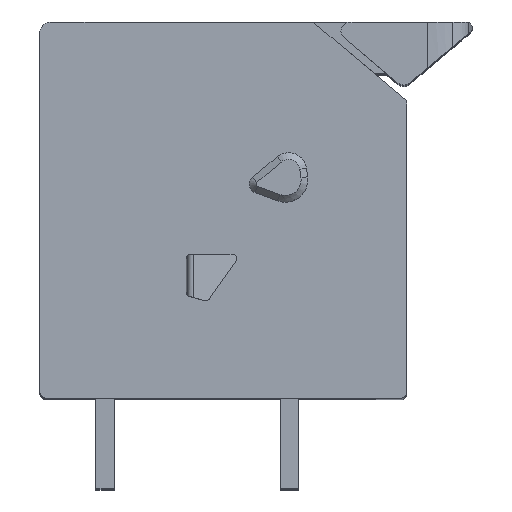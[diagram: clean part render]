
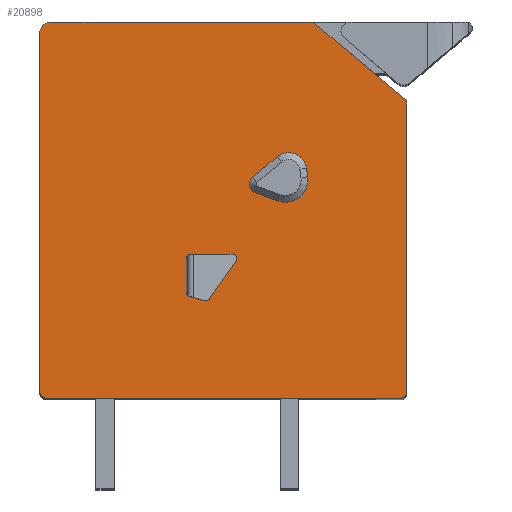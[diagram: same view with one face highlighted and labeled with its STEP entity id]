
A CAD part, top view. The second image highlights one B-rep face of the part: STEP entity #20898.
In plain terms, the highlighted planar face has unit normal (0, 0, 1).
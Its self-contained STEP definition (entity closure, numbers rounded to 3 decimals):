
#271=CIRCLE('',#21953,0.2);
#272=CIRCLE('',#21957,0.2);
#274=CIRCLE('',#21961,0.3);
#275=CIRCLE('',#21962,0.3);
#276=CIRCLE('',#21963,0.3);
#277=CIRCLE('',#21964,0.5);
#278=CIRCLE('',#21965,0.3);
#279=CIRCLE('',#21966,0.2);
#280=CIRCLE('',#21967,0.2);
#281=CIRCLE('',#21968,0.4);
#282=CIRCLE('',#21969,0.8);
#283=CIRCLE('',#21970,1.);
#1273=LINE('',#28679,#2833);
#1444=LINE('',#29224,#3004);
#1448=LINE('',#29236,#3008);
#1452=LINE('',#29248,#3012);
#1454=LINE('',#29254,#3014);
#1455=LINE('',#29260,#3015);
#1456=LINE('',#29264,#3016);
#1457=LINE('',#29268,#3017);
#1458=LINE('',#29271,#3018);
#1459=LINE('',#29279,#3019);
#1460=LINE('',#29283,#3020);
#1461=LINE('',#29287,#3021);
#2833=VECTOR('',#23803,1000.);
#3004=VECTOR('',#24066,1000.);
#3008=VECTOR('',#24078,1000.);
#3012=VECTOR('',#24090,1000.);
#3014=VECTOR('',#24096,1000.);
#3015=VECTOR('',#24101,1000.);
#3016=VECTOR('',#24104,1000.);
#3017=VECTOR('',#24107,1000.);
#3018=VECTOR('',#24110,1000.);
#3019=VECTOR('',#24117,1000.);
#3020=VECTOR('',#24120,1000.);
#3021=VECTOR('',#24123,1000.);
#4888=ORIENTED_EDGE('',*,*,#9458,.T.);
#4889=ORIENTED_EDGE('',*,*,#9459,.T.);
#4890=ORIENTED_EDGE('',*,*,#9211,.T.);
#4891=ORIENTED_EDGE('',*,*,#9460,.T.);
#4892=ORIENTED_EDGE('',*,*,#9461,.T.);
#4893=ORIENTED_EDGE('',*,*,#9462,.T.);
#4894=ORIENTED_EDGE('',*,*,#9463,.T.);
#4895=ORIENTED_EDGE('',*,*,#9464,.T.);
#4896=ORIENTED_EDGE('',*,*,#9465,.T.);
#4897=ORIENTED_EDGE('',*,*,#9466,.T.);
#4898=ORIENTED_EDGE('',*,*,#9467,.F.);
#4899=ORIENTED_EDGE('',*,*,#9468,.F.);
#4900=ORIENTED_EDGE('',*,*,#9455,.F.);
#4901=ORIENTED_EDGE('',*,*,#9452,.F.);
#4902=ORIENTED_EDGE('',*,*,#9449,.F.);
#4903=ORIENTED_EDGE('',*,*,#9446,.F.);
#4904=ORIENTED_EDGE('',*,*,#9443,.F.);
#4905=ORIENTED_EDGE('',*,*,#9469,.F.);
#4906=ORIENTED_EDGE('',*,*,#9470,.F.);
#4907=ORIENTED_EDGE('',*,*,#9471,.F.);
#4908=ORIENTED_EDGE('',*,*,#9472,.F.);
#4909=ORIENTED_EDGE('',*,*,#9473,.F.);
#4910=ORIENTED_EDGE('',*,*,#9474,.F.);
#4911=ORIENTED_EDGE('',*,*,#9475,.F.);
#9211=EDGE_CURVE('',#11471,#11474,#1273,.T.);
#9443=EDGE_CURVE('',#11706,#11707,#1444,.T.);
#9446=EDGE_CURVE('',#11707,#11709,#271,.T.);
#9449=EDGE_CURVE('',#11709,#11711,#1448,.T.);
#9452=EDGE_CURVE('',#11711,#11713,#272,.T.);
#9455=EDGE_CURVE('',#11713,#11715,#1452,.T.);
#9458=EDGE_CURVE('',#11717,#11718,#1454,.T.);
#9459=EDGE_CURVE('',#11718,#11471,#274,.T.);
#9460=EDGE_CURVE('',#11474,#11719,#275,.T.);
#9461=EDGE_CURVE('',#11719,#11720,#1455,.T.);
#9462=EDGE_CURVE('',#11720,#11721,#276,.T.);
#9463=EDGE_CURVE('',#11721,#11722,#1456,.T.);
#9464=EDGE_CURVE('',#11722,#11723,#277,.T.);
#9465=EDGE_CURVE('',#11723,#11724,#1457,.T.);
#9466=EDGE_CURVE('',#11724,#11717,#278,.T.);
#9467=EDGE_CURVE('',#11725,#11726,#1458,.T.);
#9468=EDGE_CURVE('',#11715,#11725,#279,.T.);
#9469=EDGE_CURVE('',#11726,#11706,#280,.T.);
#9470=EDGE_CURVE('',#11727,#11728,#281,.T.);
#9471=EDGE_CURVE('',#11729,#11727,#1459,.T.);
#9472=EDGE_CURVE('',#11730,#11729,#282,.T.);
#9473=EDGE_CURVE('',#11731,#11730,#1460,.T.);
#9474=EDGE_CURVE('',#11732,#11731,#283,.T.);
#9475=EDGE_CURVE('',#11728,#11732,#1461,.T.);
#11471=VERTEX_POINT('',#28673);
#11474=VERTEX_POINT('',#28678);
#11706=VERTEX_POINT('',#29223);
#11707=VERTEX_POINT('',#29225);
#11709=VERTEX_POINT('',#29231);
#11711=VERTEX_POINT('',#29237);
#11713=VERTEX_POINT('',#29243);
#11715=VERTEX_POINT('',#29249);
#11717=VERTEX_POINT('',#29255);
#11718=VERTEX_POINT('',#29256);
#11719=VERTEX_POINT('',#29259);
#11720=VERTEX_POINT('',#29261);
#11721=VERTEX_POINT('',#29263);
#11722=VERTEX_POINT('',#29265);
#11723=VERTEX_POINT('',#29267);
#11724=VERTEX_POINT('',#29269);
#11725=VERTEX_POINT('',#29272);
#11726=VERTEX_POINT('',#29273);
#11727=VERTEX_POINT('',#29277);
#11728=VERTEX_POINT('',#29278);
#11729=VERTEX_POINT('',#29280);
#11730=VERTEX_POINT('',#29282);
#11731=VERTEX_POINT('',#29284);
#11732=VERTEX_POINT('',#29286);
#12718=EDGE_LOOP('',(#4888,#4889,#4890,#4891,#4892,#4893,#4894,#4895,#4896,
#4897));
#12719=EDGE_LOOP('',(#4898,#4899,#4900,#4901,#4902,#4903,#4904,#4905));
#12720=EDGE_LOOP('',(#4906,#4907,#4908,#4909,#4910,#4911));
#13595=FACE_BOUND('',#12718,.T.);
#13596=FACE_BOUND('',#12719,.T.);
#13597=FACE_BOUND('',#12720,.T.);
#14438=PLANE('',#21960);
#20898=ADVANCED_FACE('',(#13595,#13596,#13597),#14438,.T.);
#21953=AXIS2_PLACEMENT_3D('',#29230,#24072,#24073);
#21957=AXIS2_PLACEMENT_3D('',#29242,#24084,#24085);
#21960=AXIS2_PLACEMENT_3D('',#29253,#24094,#24095);
#21961=AXIS2_PLACEMENT_3D('',#29257,#24097,#24098);
#21962=AXIS2_PLACEMENT_3D('',#29258,#24099,#24100);
#21963=AXIS2_PLACEMENT_3D('',#29262,#24102,#24103);
#21964=AXIS2_PLACEMENT_3D('',#29266,#24105,#24106);
#21965=AXIS2_PLACEMENT_3D('',#29270,#24108,#24109);
#21966=AXIS2_PLACEMENT_3D('',#29274,#24111,#24112);
#21967=AXIS2_PLACEMENT_3D('',#29275,#24113,#24114);
#21968=AXIS2_PLACEMENT_3D('',#29276,#24115,#24116);
#21969=AXIS2_PLACEMENT_3D('',#29281,#24118,#24119);
#21970=AXIS2_PLACEMENT_3D('',#29285,#24121,#24122);
#23803=DIRECTION('',(0.,1.,0.));
#24066=DIRECTION('',(0.966,-0.259,0.));
#24072=DIRECTION('',(0.,0.,1.));
#24073=DIRECTION('',(1.,0.,0.));
#24078=DIRECTION('',(0.574,0.819,0.));
#24084=DIRECTION('',(0.,0.,1.));
#24085=DIRECTION('',(1.,0.,0.));
#24090=DIRECTION('',(-1.,0.,0.));
#24094=DIRECTION('',(0.,0.,1.));
#24095=DIRECTION('',(1.,0.,0.));
#24096=DIRECTION('',(1.,0.,0.));
#24097=DIRECTION('',(0.,0.,1.));
#24098=DIRECTION('',(1.,0.,0.));
#24099=DIRECTION('',(0.,0.,1.));
#24100=DIRECTION('',(1.,0.,0.));
#24101=DIRECTION('',(-0.766,0.643,0.));
#24102=DIRECTION('',(0.,0.,1.));
#24103=DIRECTION('',(1.,0.,0.));
#24104=DIRECTION('',(-1.,0.,0.));
#24105=DIRECTION('',(0.,0.,1.));
#24106=DIRECTION('',(1.,0.,0.));
#24107=DIRECTION('',(0.,-1.,0.));
#24108=DIRECTION('',(0.,0.,1.));
#24109=DIRECTION('',(1.,0.,0.));
#24110=DIRECTION('',(0.,-1.,0.));
#24111=DIRECTION('',(0.,0.,1.));
#24112=DIRECTION('',(1.,0.,0.));
#24113=DIRECTION('',(0.,0.,1.));
#24114=DIRECTION('',(1.,0.,0.));
#24115=DIRECTION('',(0.,0.,1.));
#24116=DIRECTION('',(1.,0.,0.));
#24117=DIRECTION('',(-0.77,-0.638,0.));
#24118=DIRECTION('',(0.,0.,1.));
#24119=DIRECTION('',(1.,0.,0.));
#24120=DIRECTION('',(-0.128,0.992,0.));
#24121=DIRECTION('',(0.,0.,1.));
#24122=DIRECTION('',(1.,0.,0.));
#24123=DIRECTION('',(0.939,-0.343,0.));
#28673=CARTESIAN_POINT('',(5.2,0.3,40.));
#28678=CARTESIAN_POINT('',(5.2,13.06,40.));
#28679=CARTESIAN_POINT('',(5.2,0.3,40.));
#29223=CARTESIAN_POINT('',(-4.452,4.515,40.));
#29224=CARTESIAN_POINT('',(-4.452,4.515,40.));
#29225=CARTESIAN_POINT('',(-3.785,4.336,40.));
#29230=CARTESIAN_POINT('',(-3.734,4.529,40.));
#29231=CARTESIAN_POINT('',(-3.57,4.415,40.));
#29236=CARTESIAN_POINT('',(-3.57,4.415,40.));
#29237=CARTESIAN_POINT('',(-2.4,6.085,40.));
#29242=CARTESIAN_POINT('',(-2.564,6.2,40.));
#29243=CARTESIAN_POINT('',(-2.564,6.4,40.));
#29248=CARTESIAN_POINT('',(-2.564,6.4,40.));
#29249=CARTESIAN_POINT('',(-4.4,6.4,40.));
#29253=CARTESIAN_POINT('',(-10.6,16.2,40.));
#29254=CARTESIAN_POINT('',(-10.8,0.,40.));
#29255=CARTESIAN_POINT('',(-10.8,0.,40.));
#29256=CARTESIAN_POINT('',(4.9,0.,40.));
#29257=CARTESIAN_POINT('',(4.9,0.3,40.));
#29258=CARTESIAN_POINT('',(4.9,13.06,40.));
#29259=CARTESIAN_POINT('',(5.093,13.29,40.));
#29260=CARTESIAN_POINT('',(5.093,13.29,40.));
#29261=CARTESIAN_POINT('',(1.113,16.63,40.));
#29262=CARTESIAN_POINT('',(0.92,16.4,40.));
#29263=CARTESIAN_POINT('',(0.92,16.7,40.));
#29264=CARTESIAN_POINT('',(0.92,16.7,40.));
#29265=CARTESIAN_POINT('',(-10.6,16.7,40.));
#29266=CARTESIAN_POINT('',(-10.6,16.2,40.));
#29267=CARTESIAN_POINT('',(-11.1,16.2,40.));
#29268=CARTESIAN_POINT('',(-11.1,16.2,40.));
#29269=CARTESIAN_POINT('',(-11.1,0.3,40.));
#29270=CARTESIAN_POINT('',(-10.8,0.3,40.));
#29271=CARTESIAN_POINT('',(-4.6,6.2,40.));
#29272=CARTESIAN_POINT('',(-4.6,6.2,40.));
#29273=CARTESIAN_POINT('',(-4.6,4.708,40.));
#29274=CARTESIAN_POINT('',(-4.4,6.2,40.));
#29275=CARTESIAN_POINT('',(-4.4,4.708,40.));
#29276=CARTESIAN_POINT('',(-1.4,9.5,40.));
#29277=CARTESIAN_POINT('',(-1.655,9.808,40.));
#29278=CARTESIAN_POINT('',(-1.537,9.124,40.));
#29279=CARTESIAN_POINT('',(-0.561,10.716,40.));
#29280=CARTESIAN_POINT('',(-0.561,10.716,40.));
#29281=CARTESIAN_POINT('',(-0.05,10.1,40.));
#29282=CARTESIAN_POINT('',(0.743,10.202,40.));
#29283=CARTESIAN_POINT('',(0.792,9.828,40.));
#29284=CARTESIAN_POINT('',(0.792,9.828,40.));
#29285=CARTESIAN_POINT('',(-0.2,9.7,40.));
#29286=CARTESIAN_POINT('',(-0.543,8.761,40.));
#29287=CARTESIAN_POINT('',(-1.537,9.124,40.));
